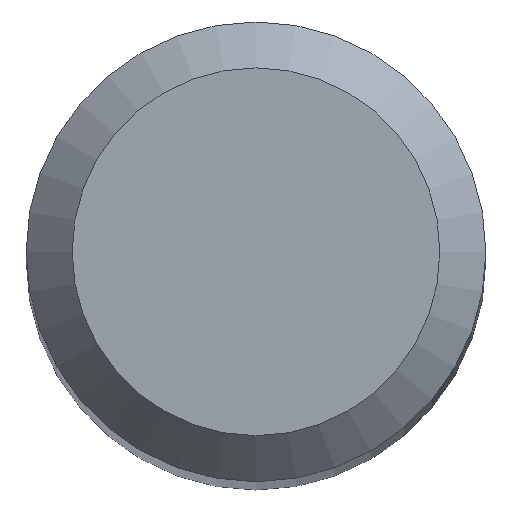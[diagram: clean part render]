
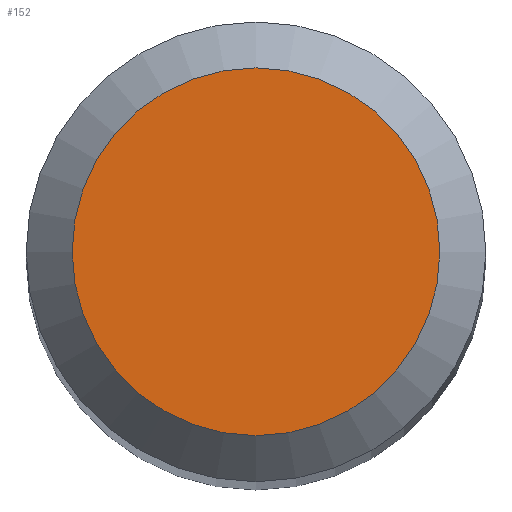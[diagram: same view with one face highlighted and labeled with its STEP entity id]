
A CAD part, top view. The second image highlights one B-rep face of the part: STEP entity #152.
In plain terms, the highlighted planar face has unit normal (0, 0, 1).
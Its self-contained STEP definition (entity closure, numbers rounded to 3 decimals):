
#7 = DIRECTION ( 'NONE',  ( 0., 1., 0. ) ) ;
#25 = DIRECTION ( 'NONE',  ( 0., 0., -1. ) ) ;
#39 = FACE_OUTER_BOUND ( 'NONE', #208, .T. ) ;
#63 = CARTESIAN_POINT ( 'NONE',  ( 0., 0., 38. ) ) ;
#70 = EDGE_CURVE ( 'NONE', #149, #149, #241, .T. ) ;
#71 = CARTESIAN_POINT ( 'NONE',  ( 0., 1.2, 38. ) ) ;
#113 = AXIS2_PLACEMENT_3D ( 'NONE', #213, #25, #118 ) ;
#118 = DIRECTION ( 'NONE',  ( 0., 1., 0. ) ) ;
#149 = VERTEX_POINT ( 'NONE', #71 ) ;
#152 = ADVANCED_FACE ( 'NONE', ( #39 ), #153, .F. ) ;
#153 = PLANE ( 'NONE',  #113 ) ;
#155 = DIRECTION ( 'NONE',  ( 0., 0., -1. ) ) ;
#189 = ORIENTED_EDGE ( 'NONE', *, *, #70, .F. ) ;
#192 = AXIS2_PLACEMENT_3D ( 'NONE', #63, #155, #7 ) ;
#208 = EDGE_LOOP ( 'NONE', ( #189 ) ) ;
#213 = CARTESIAN_POINT ( 'NONE',  ( 0., 0., 38. ) ) ;
#241 = CIRCLE ( 'NONE', #192, 1.2 ) ;
